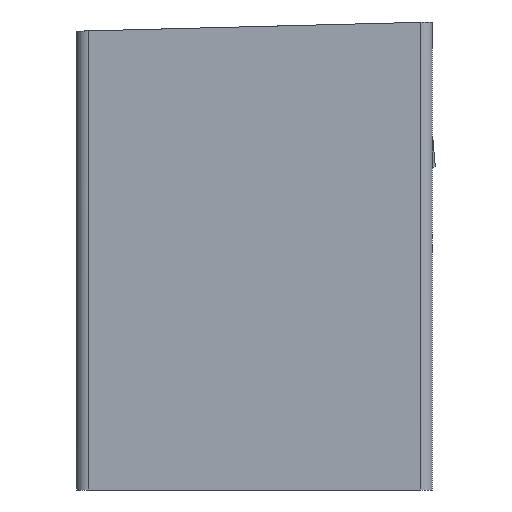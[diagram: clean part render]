
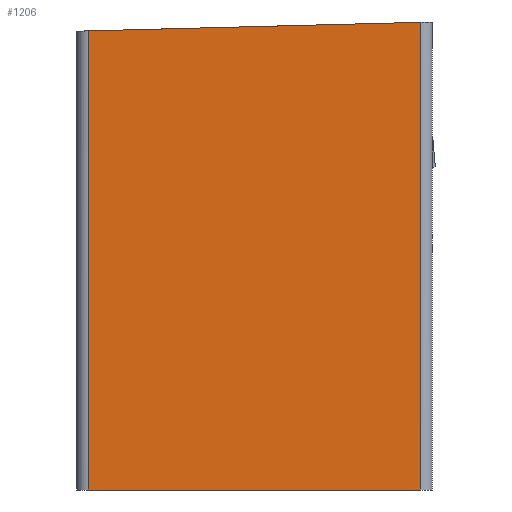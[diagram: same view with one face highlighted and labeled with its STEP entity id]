
A CAD part, front view. The second image highlights one B-rep face of the part: STEP entity #1206.
In plain terms, the highlighted planar face has unit normal (-0.018, -1, 0).
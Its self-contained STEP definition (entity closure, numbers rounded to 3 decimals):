
#354 = PLANE('',#355);
#355 = AXIS2_PLACEMENT_3D('',#356,#357,#358);
#356 = CARTESIAN_POINT('',(-38.608,10.77,0.));
#357 = DIRECTION('',(0.,0.,-1.));
#358 = DIRECTION('',(-1.,0.,0.));
#382 = CYLINDRICAL_SURFACE('',#383,2.54);
#383 = AXIS2_PLACEMENT_3D('',#384,#385,#386);
#384 = CARTESIAN_POINT('',(36.068,-9.605,0.));
#385 = DIRECTION('',(0.,0.,1.));
#386 = DIRECTION('',(-0.018,-1.,0.));
#409 = PLANE('',#410);
#410 = AXIS2_PLACEMENT_3D('',#411,#412,#413);
#411 = CARTESIAN_POINT('',(-50.8,-12.7,99.289));
#412 = DIRECTION('',(-0.026,0.,1.));
#413 = DIRECTION('',(1.,0.,0.026));
#675 = VERTEX_POINT('',#676);
#676 = CARTESIAN_POINT('',(36.021,-12.144,0.));
#702 = EDGE_CURVE('',#703,#675,#705,.T.);
#703 = VERTEX_POINT('',#704);
#704 = CARTESIAN_POINT('',(-36.115,-10.816,0.));
#705 = SURFACE_CURVE('',#706,(#710,#717),.PCURVE_S1.);
#706 = LINE('',#707,#708);
#707 = CARTESIAN_POINT('',(-38.608,-10.77,0.));
#708 = VECTOR('',#709,1.);
#709 = DIRECTION('',(1.,-0.018,0.));
#710 = PCURVE('',#354,#711);
#711 = DEFINITIONAL_REPRESENTATION('',(#712),#716);
#712 = LINE('',#713,#714);
#713 = CARTESIAN_POINT('',(0.,-21.539));
#714 = VECTOR('',#715,1.);
#715 = DIRECTION('',(-1.,-0.018));
#716 = ( GEOMETRIC_REPRESENTATION_CONTEXT(2) 
PARAMETRIC_REPRESENTATION_CONTEXT() REPRESENTATION_CONTEXT('2D SPACE',''
  ) );
#717 = PCURVE('',#718,#723);
#718 = PLANE('',#719);
#719 = AXIS2_PLACEMENT_3D('',#720,#721,#722);
#720 = CARTESIAN_POINT('',(-38.608,-10.77,0.));
#721 = DIRECTION('',(0.018,1.,0.));
#722 = DIRECTION('',(1.,-0.018,0.));
#723 = DEFINITIONAL_REPRESENTATION('',(#724),#728);
#724 = LINE('',#725,#726);
#725 = CARTESIAN_POINT('',(0.,0.));
#726 = VECTOR('',#727,1.);
#727 = DIRECTION('',(1.,0.));
#728 = ( GEOMETRIC_REPRESENTATION_CONTEXT(2) 
PARAMETRIC_REPRESENTATION_CONTEXT() REPRESENTATION_CONTEXT('2D SPACE',''
  ) );
#749 = CYLINDRICAL_SURFACE('',#750,2.54);
#750 = AXIS2_PLACEMENT_3D('',#751,#752,#753);
#751 = CARTESIAN_POINT('',(-36.068,-8.276,0.));
#752 = DIRECTION('',(0.,0.,1.));
#753 = DIRECTION('',(-1.,0.,0.));
#767 = VERTEX_POINT('',#768);
#768 = CARTESIAN_POINT('',(36.021,-12.144,
    101.532));
#796 = EDGE_CURVE('',#675,#767,#797,.T.);
#797 = SURFACE_CURVE('',#798,(#802,#809),.PCURVE_S1.);
#798 = LINE('',#799,#800);
#799 = CARTESIAN_POINT('',(36.021,-12.144,0.));
#800 = VECTOR('',#801,1.);
#801 = DIRECTION('',(0.,0.,1.));
#802 = PCURVE('',#382,#803);
#803 = DEFINITIONAL_REPRESENTATION('',(#804),#808);
#804 = LINE('',#805,#806);
#805 = CARTESIAN_POINT('',(0.,0.));
#806 = VECTOR('',#807,1.);
#807 = DIRECTION('',(0.,1.));
#808 = ( GEOMETRIC_REPRESENTATION_CONTEXT(2) 
PARAMETRIC_REPRESENTATION_CONTEXT() REPRESENTATION_CONTEXT('2D SPACE',''
  ) );
#809 = PCURVE('',#718,#810);
#810 = DEFINITIONAL_REPRESENTATION('',(#811),#815);
#811 = LINE('',#812,#813);
#812 = CARTESIAN_POINT('',(74.642,0.));
#813 = VECTOR('',#814,1.);
#814 = DIRECTION('',(0.,-1.));
#815 = ( GEOMETRIC_REPRESENTATION_CONTEXT(2) 
PARAMETRIC_REPRESENTATION_CONTEXT() REPRESENTATION_CONTEXT('2D SPACE',''
  ) );
#957 = VERTEX_POINT('',#958);
#958 = CARTESIAN_POINT('',(-36.115,-10.816,
    99.668));
#986 = EDGE_CURVE('',#957,#767,#987,.T.);
#987 = SURFACE_CURVE('',#988,(#992,#998),.PCURVE_S1.);
#988 = LINE('',#989,#990);
#989 = CARTESIAN_POINT('',(-45.97,-10.634,
    99.413));
#990 = VECTOR('',#991,1.);
#991 = DIRECTION('',(0.999,-0.018,
    0.026));
#992 = PCURVE('',#409,#993);
#993 = DEFINITIONAL_REPRESENTATION('',(#994),#997);
#994 = B_SPLINE_CURVE_WITH_KNOTS('',1,(#995,#996),.UNSPECIFIED.,.F.,.F.,
  (2,2),(-0.36,92.346),.PIECEWISE_BEZIER_KNOTS.);
#995 = CARTESIAN_POINT('',(4.472,2.073));
#996 = CARTESIAN_POINT('',(97.162,0.366));
#997 = ( GEOMETRIC_REPRESENTATION_CONTEXT(2) 
PARAMETRIC_REPRESENTATION_CONTEXT() REPRESENTATION_CONTEXT('2D SPACE',''
  ) );
#998 = PCURVE('',#718,#999);
#999 = DEFINITIONAL_REPRESENTATION('',(#1000),#1003);
#1000 = B_SPLINE_CURVE_WITH_KNOTS('',1,(#1001,#1002),.UNSPECIFIED.,.F.,
  .F.,(2,2),(-0.36,92.346),.PIECEWISE_BEZIER_KNOTS.);
#1001 = CARTESIAN_POINT('',(-7.723,-99.404));
#1002 = CARTESIAN_POINT('',(84.952,-101.798));
#1003 = ( GEOMETRIC_REPRESENTATION_CONTEXT(2) 
PARAMETRIC_REPRESENTATION_CONTEXT() REPRESENTATION_CONTEXT('2D SPACE',''
  ) );
#1177 = EDGE_CURVE('',#703,#957,#1178,.T.);
#1178 = SURFACE_CURVE('',#1179,(#1183,#1190),.PCURVE_S1.);
#1179 = LINE('',#1180,#1181);
#1180 = CARTESIAN_POINT('',(-36.115,-10.816,0.));
#1181 = VECTOR('',#1182,1.);
#1182 = DIRECTION('',(0.,0.,1.));
#1183 = PCURVE('',#749,#1184);
#1184 = DEFINITIONAL_REPRESENTATION('',(#1185),#1189);
#1185 = LINE('',#1186,#1187);
#1186 = CARTESIAN_POINT('',(1.552,0.));
#1187 = VECTOR('',#1188,1.);
#1188 = DIRECTION('',(0.,1.));
#1189 = ( GEOMETRIC_REPRESENTATION_CONTEXT(2) 
PARAMETRIC_REPRESENTATION_CONTEXT() REPRESENTATION_CONTEXT('2D SPACE',''
  ) );
#1190 = PCURVE('',#718,#1191);
#1191 = DEFINITIONAL_REPRESENTATION('',(#1192),#1196);
#1192 = LINE('',#1193,#1194);
#1193 = CARTESIAN_POINT('',(2.494,0.));
#1194 = VECTOR('',#1195,1.);
#1195 = DIRECTION('',(0.,-1.));
#1196 = ( GEOMETRIC_REPRESENTATION_CONTEXT(2) 
PARAMETRIC_REPRESENTATION_CONTEXT() REPRESENTATION_CONTEXT('2D SPACE',''
  ) );
#1206 = ADVANCED_FACE('',(#1207),#718,.F.);
#1207 = FACE_BOUND('',#1208,.F.);
#1208 = EDGE_LOOP('',(#1209,#1210,#1211,#1212));
#1209 = ORIENTED_EDGE('',*,*,#702,.F.);
#1210 = ORIENTED_EDGE('',*,*,#1177,.T.);
#1211 = ORIENTED_EDGE('',*,*,#986,.T.);
#1212 = ORIENTED_EDGE('',*,*,#796,.F.);
